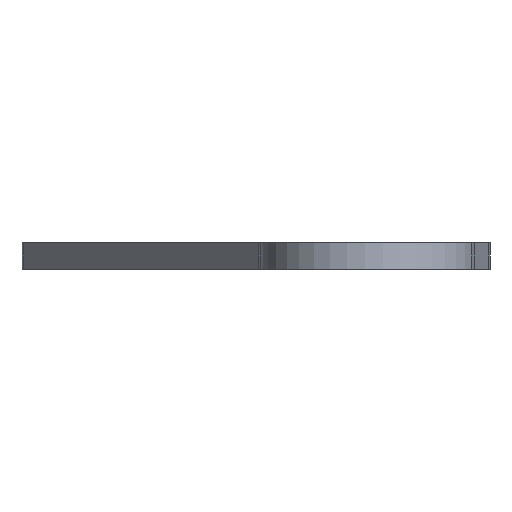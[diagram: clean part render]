
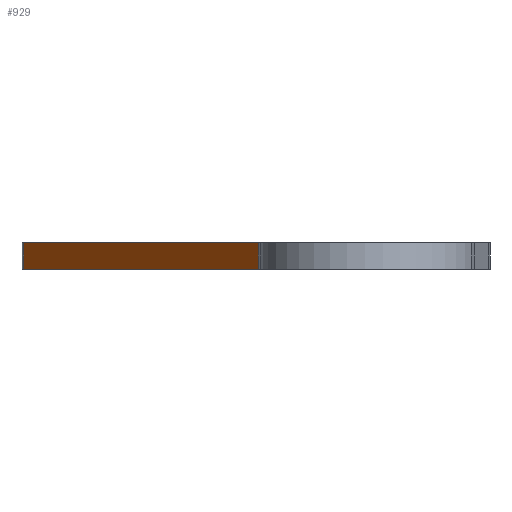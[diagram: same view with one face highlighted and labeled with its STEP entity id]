
A CAD part, front view. The second image highlights one B-rep face of the part: STEP entity #929.
In plain terms, the highlighted planar face has unit normal (-0.976, -0.216, 0).
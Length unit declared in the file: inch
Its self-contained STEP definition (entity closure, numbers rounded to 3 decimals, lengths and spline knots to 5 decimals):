
#83=PLANE('',#1068);
#125=FACE_OUTER_BOUND('',#226,.T.);
#226=EDGE_LOOP('',(#843,#844,#845,#846));
#239=LINE('',#1406,#288);
#243=LINE('',#1474,#292);
#244=LINE('',#1478,#293);
#249=LINE('',#1546,#298);
#288=VECTOR('',#1119,0.3937);
#292=VECTOR('',#1191,0.3937);
#293=VECTOR('',#1196,0.3937);
#298=VECTOR('',#1267,0.3937);
#419=VERTEX_POINT('',#1403);
#420=VERTEX_POINT('',#1405);
#450=VERTEX_POINT('',#1472);
#451=VERTEX_POINT('',#1477);
#505=EDGE_CURVE('',#420,#419,#239,.T.);
#540=EDGE_CURVE('',#420,#450,#243,.T.);
#542=EDGE_CURVE('',#451,#450,#244,.T.);
#577=EDGE_CURVE('',#451,#419,#249,.T.);
#843=ORIENTED_EDGE('',*,*,#540,.F.);
#844=ORIENTED_EDGE('',*,*,#505,.T.);
#845=ORIENTED_EDGE('',*,*,#577,.F.);
#846=ORIENTED_EDGE('',*,*,#542,.T.);
#929=ADVANCED_FACE('',(#125),#83,.T.);
#1068=AXIS2_PLACEMENT_3D('',#1602,#1351,#1352);
#1119=DIRECTION('',(0.216,-0.976,0.));
#1191=DIRECTION('',(0.,0.,1.));
#1196=DIRECTION('',(-0.216,0.976,0.));
#1267=DIRECTION('',(0.,0.,-1.));
#1351=DIRECTION('center_axis',(-0.976,-0.216,0.));
#1352=DIRECTION('ref_axis',(0.,0.,1.));
#1403=CARTESIAN_POINT('',(-1.00809,0.03647,0.));
#1405=CARTESIAN_POINT('',(-2.09876,4.95618,0.));
#1406=CARTESIAN_POINT('',(-2.11795,5.04276,0.));
#1472=CARTESIAN_POINT('',(-2.09876,4.95618,0.125));
#1474=CARTESIAN_POINT('',(-2.09876,4.95618,0.));
#1477=CARTESIAN_POINT('',(-1.00809,0.03647,0.125));
#1478=CARTESIAN_POINT('',(-1.55059,2.48355,0.125));
#1546=CARTESIAN_POINT('',(-1.00809,0.03647,0.));
#1602=CARTESIAN_POINT('Origin',(-1.,0.,
0.));
